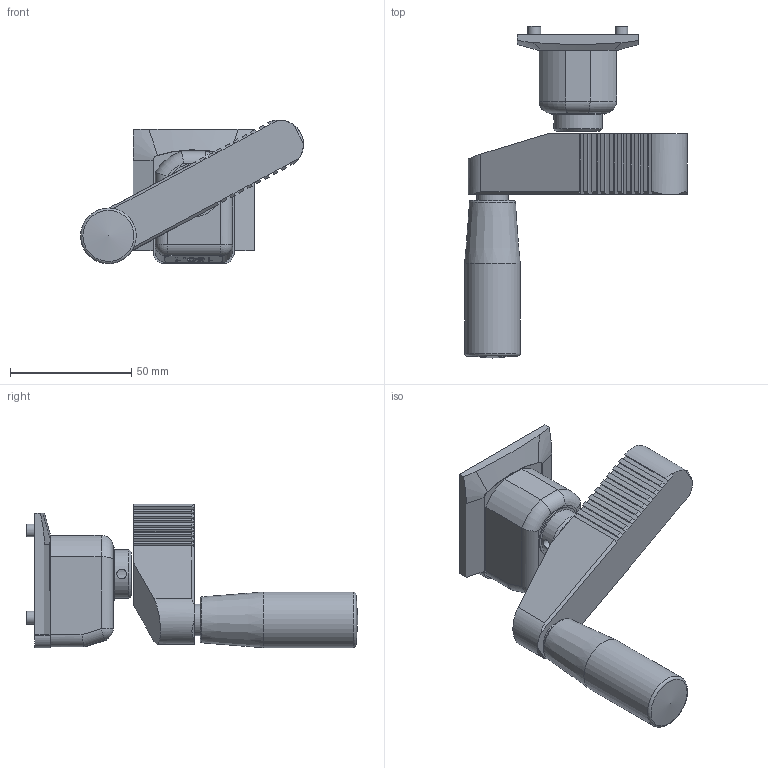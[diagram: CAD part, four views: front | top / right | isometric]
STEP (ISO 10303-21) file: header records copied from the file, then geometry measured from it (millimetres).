
FILE_DESCRIPTION(/* description */ ('Unknown'),/* implementation_level */ '2;1');
FILE_NAME(/* name */ 'A-0000127-Siko-Adapterplatte-50',/* time_stamp */ '2020-03-19T06:19:36+01:00',/* author */ ('Unknown'),/* organization */ ('Unknown'),/* preprocessor_version */ 'ST-DEVELOPER v16.7',/* originating_system */ 'Solid Edge',/* authorisation */ 'Unknown');
FILE_SCHEMA (('AUTOMOTIVE_DESIGN {1 0 10303 214 3 1 1}'));
Length unit declared in the file: millimetre
Products named in the file (1): A-0000127-Siko-Adapterplatte-50-dy
Bounding box: 91.98 x 136.96 x 59.41 mm (x, y, z)
Volume: 106595.2 mm3; surface area: 28403.1 mm2
Topology: 2 solids, 2 shells, 282 faces, 721 edges, 463 vertices
Faces by surface type: plane 209, cylinder 41, bspline 18, cone 7, torus 4, sphere 3
Full cylindrical faces by diameter (mm): 3 x1, 4 x1, 5.3 x2, 6 x1, 12 x1, 13.024 x1, 14 x1, 16 x1, 20 x1, 22 x1, 23 x1, 27 x1, 28.5 x1
Entity records: 10323 total; most frequent: CARTESIAN_POINT 2546, ORIENTED_EDGE 1360, DIRECTION 1237, EDGE_CURVE 680, LINE 527, VECTOR 527, VERTEX_POINT 451, AXIS2_PLACEMENT_3D 355
